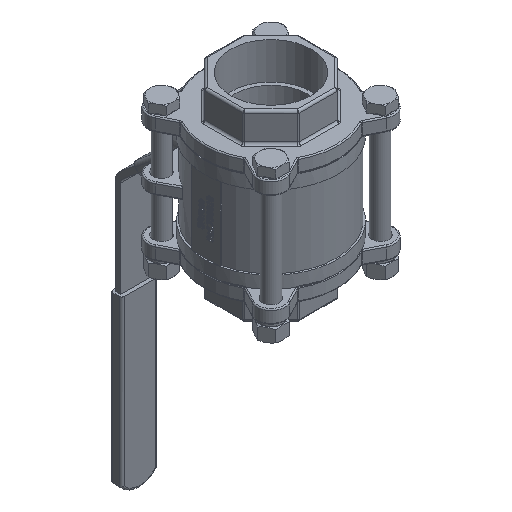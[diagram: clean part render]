
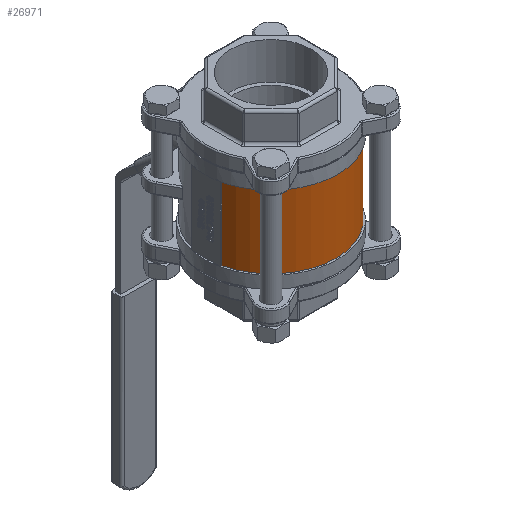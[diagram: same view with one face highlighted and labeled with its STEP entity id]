
A CAD part, isometric view. The second image highlights one B-rep face of the part: STEP entity #26971.
In plain terms, the highlighted cylindrical face has radius 58.5 mm (diameter 117 mm), a partial arc.
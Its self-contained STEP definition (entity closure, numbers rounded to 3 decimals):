
#4065=LINE('',#49879,#6031);
#4067=LINE('',#49884,#6033);
#6031=VECTOR('',#34109,66.1);
#6033=VECTOR('',#34113,66.1);
#6318=CYLINDRICAL_SURFACE('',#28746,58.5);
#8092=FACE_OUTER_BOUND('',#9748,.T.);
#9748=EDGE_LOOP('',(#23943,#23944,#23945,#23946));
#10421=CIRCLE('',#28700,58.5);
#10425=CIRCLE('',#28711,58.5);
#12790=VERTEX_POINT('',#49875);
#12791=VERTEX_POINT('',#49877);
#12792=VERTEX_POINT('',#49881);
#12793=VERTEX_POINT('',#49883);
#16473=EDGE_CURVE('',#12790,#12791,#4065,.T.);
#16475=EDGE_CURVE('',#12793,#12792,#4067,.T.);
#16487=EDGE_CURVE('',#12790,#12792,#10421,.T.);
#16508=EDGE_CURVE('',#12793,#12791,#10425,.T.);
#23943=ORIENTED_EDGE('',*,*,#16475,.T.);
#23944=ORIENTED_EDGE('',*,*,#16487,.F.);
#23945=ORIENTED_EDGE('',*,*,#16473,.T.);
#23946=ORIENTED_EDGE('',*,*,#16508,.F.);
#26971=ADVANCED_FACE('',(#8092),#6318,.T.);
#28700=AXIS2_PLACEMENT_3D('',#49906,#34135,#34136);
#28711=AXIS2_PLACEMENT_3D('',#49989,#34168,#34169);
#28746=AXIS2_PLACEMENT_3D('',#50043,#34247,#34248);
#34109=DIRECTION('',(0.,0.,1.));
#34113=DIRECTION('',(0.,0.,-1.));
#34135=DIRECTION('center_axis',(0.,0.,-1.));
#34136=DIRECTION('ref_axis',(-1.,0.,0.));
#34168=DIRECTION('center_axis',(0.,0.,1.));
#34169=DIRECTION('ref_axis',(-1.,0.,0.));
#34247=DIRECTION('center_axis',(0.,0.,1.));
#34248=DIRECTION('ref_axis',(1.,0.,0.));
#49875=CARTESIAN_POINT('',(57.037,-13.,-33.05));
#49877=CARTESIAN_POINT('',(57.037,-13.,33.05));
#49879=CARTESIAN_POINT('',(57.037,-13.,0.));
#49881=CARTESIAN_POINT('',(-57.037,-13.,-33.05));
#49883=CARTESIAN_POINT('',(-57.037,-13.,33.05));
#49884=CARTESIAN_POINT('',(-57.037,-13.,0.));
#49906=CARTESIAN_POINT('Origin',(0.,0.,-33.05));
#49989=CARTESIAN_POINT('Origin',(0.,0.,33.05));
#50043=CARTESIAN_POINT('Origin',(0.,0.,0.));
